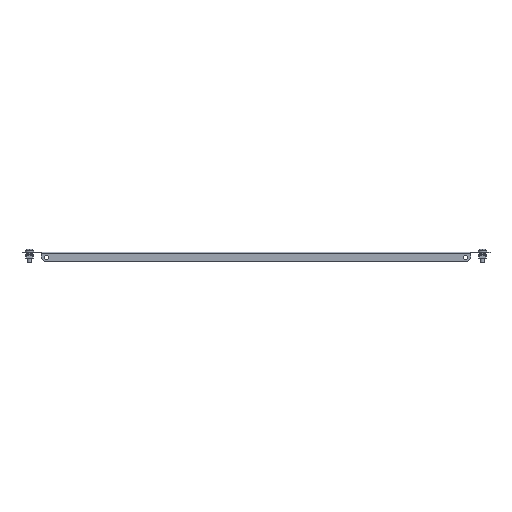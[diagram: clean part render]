
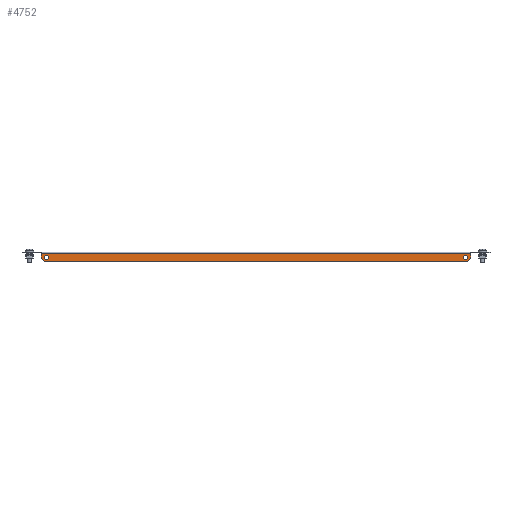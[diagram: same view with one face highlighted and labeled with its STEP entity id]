
A CAD part, front view. The second image highlights one B-rep face of the part: STEP entity #4752.
In plain terms, the highlighted planar face has unit normal (0, -1, 0).
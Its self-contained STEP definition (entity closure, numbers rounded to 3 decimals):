
#52 = CARTESIAN_POINT ( 'NONE',  ( 315., -149.5, 0. ) ) ;
#104 = DIRECTION ( 'NONE',  ( 0.707, 0., 0.707 ) ) ;
#117 = VECTOR ( 'NONE', #7236, 1000. ) ;
#264 = ORIENTED_EDGE ( 'NONE', *, *, #453, .T. ) ;
#271 = LINE ( 'NONE', #3228, #7287 ) ;
#434 = CARTESIAN_POINT ( 'NONE',  ( 315., -149.5, -2. ) ) ;
#448 = CARTESIAN_POINT ( 'NONE',  ( 307., -149.5, -11.25 ) ) ;
#453 = EDGE_CURVE ( 'NONE', #3741, #4268, #4302, .T. ) ;
#567 = LINE ( 'NONE', #6698, #885 ) ;
#575 = CARTESIAN_POINT ( 'NONE',  ( 0., -149.5, 0. ) ) ;
#655 = ORIENTED_EDGE ( 'NONE', *, *, #4915, .F. ) ;
#663 = DIRECTION ( 'NONE',  ( 0., -1., 0. ) ) ;
#666 = EDGE_LOOP ( 'NONE', ( #2808, #5614, #1197, #3929, #5703, #2139 ) ) ;
#885 = VECTOR ( 'NONE', #2971, 1000. ) ;
#923 = EDGE_CURVE ( 'NONE', #6950, #7227, #6952, .T. ) ;
#962 = CARTESIAN_POINT ( 'NONE',  ( -310., -149.5, -14. ) ) ;
#1163 = CIRCLE ( 'NONE', #7444, 3.25 ) ;
#1169 = FACE_BOUND ( 'NONE', #8006, .T. ) ;
#1172 = CARTESIAN_POINT ( 'NONE',  ( -315., -149.5, -9. ) ) ;
#1197 = ORIENTED_EDGE ( 'NONE', *, *, #923, .T. ) ;
#1261 = CARTESIAN_POINT ( 'NONE',  ( -315., -149.5, -2. ) ) ;
#1280 = CARTESIAN_POINT ( 'NONE',  ( 307., -149.5, -8. ) ) ;
#1615 = VERTEX_POINT ( 'NONE', #1261 ) ;
#1731 = DIRECTION ( 'NONE',  ( 0., 0., 1. ) ) ;
#1775 = DIRECTION ( 'NONE',  ( 0., 0., 1. ) ) ;
#1817 = AXIS2_PLACEMENT_3D ( 'NONE', #8069, #1838, #4346 ) ;
#1838 = DIRECTION ( 'NONE',  ( 0., -1., 0. ) ) ;
#1917 = VERTEX_POINT ( 'NONE', #4827 ) ;
#2139 = ORIENTED_EDGE ( 'NONE', *, *, #6443, .T. ) ;
#2460 = CARTESIAN_POINT ( 'NONE',  ( -307., -149.5, -4.75 ) ) ;
#2808 = ORIENTED_EDGE ( 'NONE', *, *, #6618, .T. ) ;
#2971 = DIRECTION ( 'NONE',  ( 0., 0., -1. ) ) ;
#3228 = CARTESIAN_POINT ( 'NONE',  ( 162., -149.5, -162. ) ) ;
#3597 = DIRECTION ( 'NONE',  ( 0., 1., 0. ) ) ;
#3683 = VECTOR ( 'NONE', #8086, 1000. ) ;
#3684 = DIRECTION ( 'NONE',  ( 0., -1., 0. ) ) ;
#3715 = CARTESIAN_POINT ( 'NONE',  ( 0., -149.5, -14. ) ) ;
#3741 = VERTEX_POINT ( 'NONE', #2460 ) ;
#3753 = FACE_BOUND ( 'NONE', #6249, .T. ) ;
#3876 = DIRECTION ( 'NONE',  ( 0., 0., 1. ) ) ;
#3929 = ORIENTED_EDGE ( 'NONE', *, *, #8047, .T. ) ;
#4083 = LINE ( 'NONE', #4642, #5312 ) ;
#4090 = EDGE_CURVE ( 'NONE', #1917, #6950, #271, .T. ) ;
#4178 = CARTESIAN_POINT ( 'NONE',  ( -307., -149.5, -11.25 ) ) ;
#4268 = VERTEX_POINT ( 'NONE', #4178 ) ;
#4302 = CIRCLE ( 'NONE', #5068, 3.25 ) ;
#4346 = DIRECTION ( 'NONE',  ( 0., 0., 1. ) ) ;
#4397 = FACE_OUTER_BOUND ( 'NONE', #666, .T. ) ;
#4454 = AXIS2_PLACEMENT_3D ( 'NONE', #7472, #3597, #1731 ) ;
#4501 = DIRECTION ( 'NONE',  ( 0., 0., 1. ) ) ;
#4642 = CARTESIAN_POINT ( 'NONE',  ( -162., -149.5, -162. ) ) ;
#4745 = CARTESIAN_POINT ( 'NONE',  ( 0., -149.5, -2. ) ) ;
#4752 = ADVANCED_FACE ( 'NONE', ( #3753, #1169, #4397 ), #7387, .T. ) ;
#4781 = ORIENTED_EDGE ( 'NONE', *, *, #5917, .F. ) ;
#4805 = LINE ( 'NONE', #3715, #3683 ) ;
#4827 = CARTESIAN_POINT ( 'NONE',  ( 310., -149.5, -14. ) ) ;
#4915 = EDGE_CURVE ( 'NONE', #6048, #7110, #1163, .T. ) ;
#4947 = AXIS2_PLACEMENT_3D ( 'NONE', #575, #3684, #1775 ) ;
#5068 = AXIS2_PLACEMENT_3D ( 'NONE', #5680, #6342, #4501 ) ;
#5231 = EDGE_CURVE ( 'NONE', #1615, #6192, #567, .T. ) ;
#5312 = VECTOR ( 'NONE', #5960, 1000. ) ;
#5346 = CIRCLE ( 'NONE', #1817, 3.25 ) ;
#5614 = ORIENTED_EDGE ( 'NONE', *, *, #4090, .T. ) ;
#5680 = CARTESIAN_POINT ( 'NONE',  ( -307., -149.5, -8. ) ) ;
#5703 = ORIENTED_EDGE ( 'NONE', *, *, #5231, .T. ) ;
#5917 = EDGE_CURVE ( 'NONE', #7110, #6048, #5346, .T. ) ;
#5960 = DIRECTION ( 'NONE',  ( 0.707, 0., -0.707 ) ) ;
#5994 = VERTEX_POINT ( 'NONE', #962 ) ;
#6048 = VERTEX_POINT ( 'NONE', #6666 ) ;
#6192 = VERTEX_POINT ( 'NONE', #1172 ) ;
#6249 = EDGE_LOOP ( 'NONE', ( #655, #4781 ) ) ;
#6342 = DIRECTION ( 'NONE',  ( 0., 1., 0. ) ) ;
#6443 = EDGE_CURVE ( 'NONE', #6192, #5994, #4083, .T. ) ;
#6576 = EDGE_CURVE ( 'NONE', #4268, #3741, #6813, .T. ) ;
#6618 = EDGE_CURVE ( 'NONE', #5994, #1917, #4805, .T. ) ;
#6666 = CARTESIAN_POINT ( 'NONE',  ( 307., -149.5, -4.75 ) ) ;
#6698 = CARTESIAN_POINT ( 'NONE',  ( -315., -149.5, 0. ) ) ;
#6813 = CIRCLE ( 'NONE', #4454, 3.25 ) ;
#6950 = VERTEX_POINT ( 'NONE', #7880 ) ;
#6952 = LINE ( 'NONE', #52, #7037 ) ;
#7037 = VECTOR ( 'NONE', #3876, 1000. ) ;
#7057 = DIRECTION ( 'NONE',  ( 0., 0., 1. ) ) ;
#7110 = VERTEX_POINT ( 'NONE', #448 ) ;
#7227 = VERTEX_POINT ( 'NONE', #434 ) ;
#7236 = DIRECTION ( 'NONE',  ( -1., 0., 0. ) ) ;
#7287 = VECTOR ( 'NONE', #104, 1000. ) ;
#7387 = PLANE ( 'NONE',  #4947 ) ;
#7444 = AXIS2_PLACEMENT_3D ( 'NONE', #1280, #663, #7057 ) ;
#7472 = CARTESIAN_POINT ( 'NONE',  ( -307., -149.5, -8. ) ) ;
#7860 = LINE ( 'NONE', #4745, #117 ) ;
#7880 = CARTESIAN_POINT ( 'NONE',  ( 315., -149.5, -9. ) ) ;
#8000 = ORIENTED_EDGE ( 'NONE', *, *, #6576, .T. ) ;
#8006 = EDGE_LOOP ( 'NONE', ( #264, #8000 ) ) ;
#8047 = EDGE_CURVE ( 'NONE', #7227, #1615, #7860, .T. ) ;
#8069 = CARTESIAN_POINT ( 'NONE',  ( 307., -149.5, -8. ) ) ;
#8086 = DIRECTION ( 'NONE',  ( 1., 0., 0. ) ) ;
